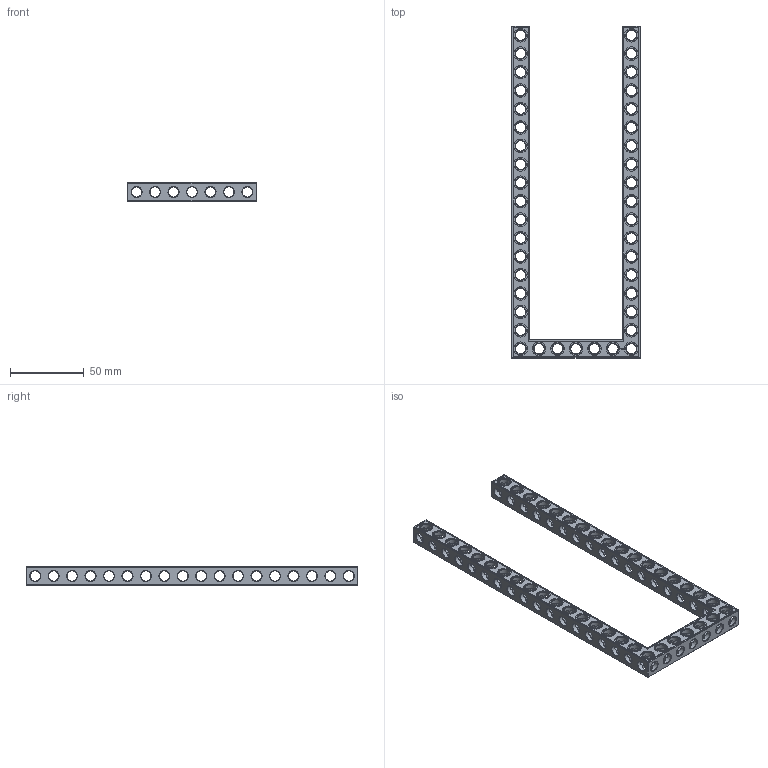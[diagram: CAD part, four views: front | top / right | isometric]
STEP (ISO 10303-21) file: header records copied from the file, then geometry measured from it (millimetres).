
FILE_DESCRIPTION(('FreeCAD Model'),'2;1');
FILE_NAME('Open CASCADE Shape Model','2022-02-23T21:11:43',( 'Paulo Kiefe'),('STEMFIE.org'),'Open CASCADE STEP processor 7.5', 'FreeCAD','Unknown');
FILE_SCHEMA(('AUTOMOTIVE_DESIGN { 1 0 10303 214 1 1 1 1 }'));
Products named in the file (1): Beam AGD ESS USH SYM BU07x18x01 - SPN-BEM-0393 (stemfie.org)
Bounding box: 87.5 x 225 x 12.5 mm (x, y, z)
Volume: 40072.3 mm3; surface area: 35756.4 mm2
Topology: 1 solids, 1 shells, 1034 faces, 3152 edges, 2030 vertices
Faces by surface type: plane 415, cylinder 247, extrusion 206, cone 166
Full cylindrical faces by diameter (mm): 6.98 x38, 7 x168, 9.2 x41
Entity records: 254257 total; most frequent: CARTESIAN_POINT 196074, DIRECTION 9164, ORIENTED_EDGE 6304, PCURVE 6304, DEFINITIONAL_REPRESENTATION 6304, VECTOR 5803, LINE 5597, EDGE_CURVE 3152
